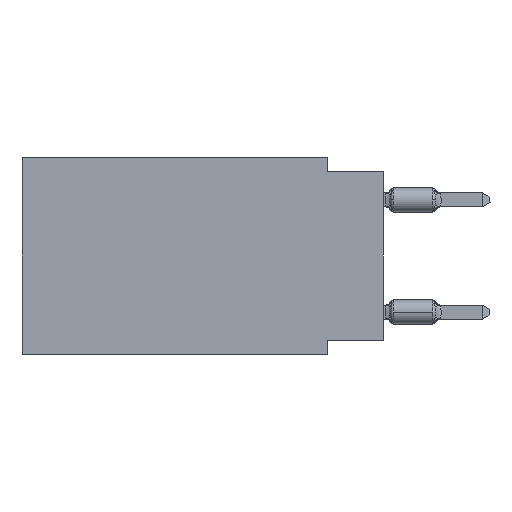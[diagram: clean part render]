
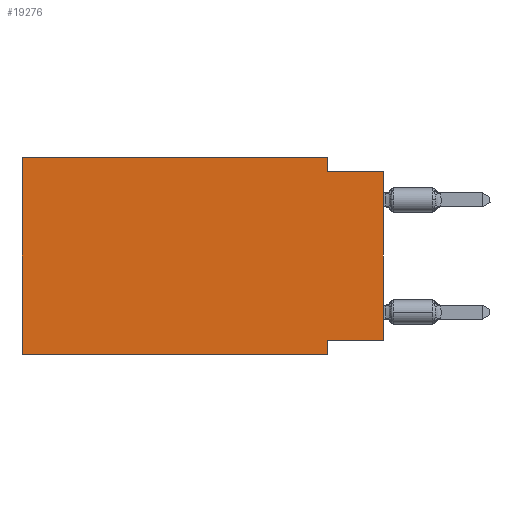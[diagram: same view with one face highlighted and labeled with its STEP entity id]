
A CAD part, left-side view. The second image highlights one B-rep face of the part: STEP entity #19276.
In plain terms, the highlighted planar face has unit normal (-1, 0, 0).
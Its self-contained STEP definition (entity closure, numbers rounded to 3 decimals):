
#921 = LINE ( 'NONE', #1207, #15019 ) ;
#1088 = ORIENTED_EDGE ( 'NONE', *, *, #14695, .F. ) ;
#1168 = VECTOR ( 'NONE', #19025, 1000. ) ;
#1207 = CARTESIAN_POINT ( 'NONE',  ( 0., 0., -0.635 ) ) ;
#1759 = EDGE_LOOP ( 'NONE', ( #24714, #12855, #1088, #11499, #19606, #10492, #24510, #2953 ) ) ;
#2331 = CARTESIAN_POINT ( 'NONE',  ( 0., 16.383, 0. ) ) ;
#2431 = FACE_OUTER_BOUND ( 'NONE', #1759, .T. ) ;
#2953 = ORIENTED_EDGE ( 'NONE', *, *, #5328, .F. ) ;
#4226 = DIRECTION ( 'NONE',  ( 1., 0., 0. ) ) ;
#4366 = DIRECTION ( 'NONE',  ( 0., 0., -1. ) ) ;
#4873 = EDGE_CURVE ( 'NONE', #7273, #20371, #921, .T. ) ;
#5328 = EDGE_CURVE ( 'NONE', #19585, #10541, #7271, .T. ) ;
#5369 = LINE ( 'NONE', #19500, #23030 ) ;
#5565 = VERTEX_POINT ( 'NONE', #25124 ) ;
#5569 = LINE ( 'NONE', #14932, #16084 ) ;
#5609 = VERTEX_POINT ( 'NONE', #2331 ) ;
#5635 = CARTESIAN_POINT ( 'NONE',  ( 0., 0., -8.255 ) ) ;
#6074 = EDGE_CURVE ( 'NONE', #19585, #20371, #22253, .T. ) ;
#6132 = CARTESIAN_POINT ( 'NONE',  ( 0., 0., -8.255 ) ) ;
#6453 = CARTESIAN_POINT ( 'NONE',  ( 0., 16.383, 0. ) ) ;
#6762 = DIRECTION ( 'NONE',  ( 0., 0., 1. ) ) ;
#7271 = LINE ( 'NONE', #5635, #16961 ) ;
#7273 = VERTEX_POINT ( 'NONE', #29079 ) ;
#7337 = VECTOR ( 'NONE', #8005, 1000. ) ;
#7431 = EDGE_CURVE ( 'NONE', #5565, #5609, #5569, .T. ) ;
#8005 = DIRECTION ( 'NONE',  ( 0., -1., 0. ) ) ;
#8056 = VERTEX_POINT ( 'NONE', #14679 ) ;
#8170 = LINE ( 'NONE', #20054, #11582 ) ;
#10185 = DIRECTION ( 'NONE',  ( 0., 0., 1. ) ) ;
#10492 = ORIENTED_EDGE ( 'NONE', *, *, #19831, .T. ) ;
#10541 = VERTEX_POINT ( 'NONE', #24590 ) ;
#11499 = ORIENTED_EDGE ( 'NONE', *, *, #17508, .F. ) ;
#11582 = VECTOR ( 'NONE', #21998, 1000. ) ;
#12651 = DIRECTION ( 'NONE',  ( 0., -1., 0. ) ) ;
#12855 = ORIENTED_EDGE ( 'NONE', *, *, #4873, .F. ) ;
#13638 = VECTOR ( 'NONE', #6762, 1000. ) ;
#14679 = CARTESIAN_POINT ( 'NONE',  ( 0., 2.54, 0. ) ) ;
#14695 = EDGE_CURVE ( 'NONE', #8056, #7273, #17218, .T. ) ;
#14932 = CARTESIAN_POINT ( 'NONE',  ( 0., 16.383, 0. ) ) ;
#15019 = VECTOR ( 'NONE', #26071, 1000. ) ;
#15882 = VERTEX_POINT ( 'NONE', #28430 ) ;
#16084 = VECTOR ( 'NONE', #10185, 1000. ) ;
#16961 = VECTOR ( 'NONE', #25586, 1000. ) ;
#17218 = LINE ( 'NONE', #21846, #1168 ) ;
#17300 = AXIS2_PLACEMENT_3D ( 'NONE', #6453, #4226, #4366 ) ;
#17508 = EDGE_CURVE ( 'NONE', #5609, #8056, #19741, .T. ) ;
#18377 = CARTESIAN_POINT ( 'NONE',  ( 0., 0., -0.635 ) ) ;
#19025 = DIRECTION ( 'NONE',  ( 0., 0., -1. ) ) ;
#19276 = ADVANCED_FACE ( 'NONE', ( #2431 ), #19857, .F. ) ;
#19500 = CARTESIAN_POINT ( 'NONE',  ( 0., 16.383, -8.89 ) ) ;
#19585 = VERTEX_POINT ( 'NONE', #6132 ) ;
#19606 = ORIENTED_EDGE ( 'NONE', *, *, #7431, .F. ) ;
#19741 = LINE ( 'NONE', #28658, #7337 ) ;
#19831 = EDGE_CURVE ( 'NONE', #5565, #15882, #5369, .T. ) ;
#19857 = PLANE ( 'NONE',  #17300 ) ;
#20054 = CARTESIAN_POINT ( 'NONE',  ( 0., 2.54, -8.89 ) ) ;
#20371 = VERTEX_POINT ( 'NONE', #18377 ) ;
#21846 = CARTESIAN_POINT ( 'NONE',  ( 0., 2.54, 0. ) ) ;
#21998 = DIRECTION ( 'NONE',  ( 0., 0., -1. ) ) ;
#22253 = LINE ( 'NONE', #27157, #13638 ) ;
#23030 = VECTOR ( 'NONE', #12651, 1000. ) ;
#24510 = ORIENTED_EDGE ( 'NONE', *, *, #25619, .F. ) ;
#24590 = CARTESIAN_POINT ( 'NONE',  ( 0., 2.54, -8.255 ) ) ;
#24714 = ORIENTED_EDGE ( 'NONE', *, *, #6074, .T. ) ;
#25124 = CARTESIAN_POINT ( 'NONE',  ( 0., 16.383, -8.89 ) ) ;
#25586 = DIRECTION ( 'NONE',  ( 0., 1., 0. ) ) ;
#25619 = EDGE_CURVE ( 'NONE', #10541, #15882, #8170, .T. ) ;
#26071 = DIRECTION ( 'NONE',  ( 0., -1., 0. ) ) ;
#27157 = CARTESIAN_POINT ( 'NONE',  ( 0., 0., 0. ) ) ;
#28430 = CARTESIAN_POINT ( 'NONE',  ( 0., 2.54, -8.89 ) ) ;
#28658 = CARTESIAN_POINT ( 'NONE',  ( 0., 16.383, 0. ) ) ;
#29079 = CARTESIAN_POINT ( 'NONE',  ( 0., 2.54, -0.635 ) ) ;
